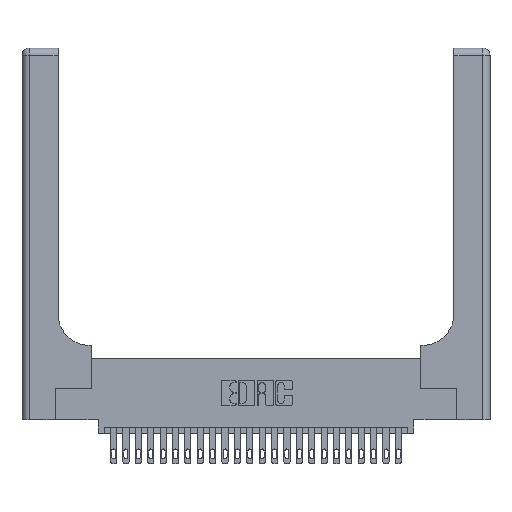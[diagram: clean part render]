
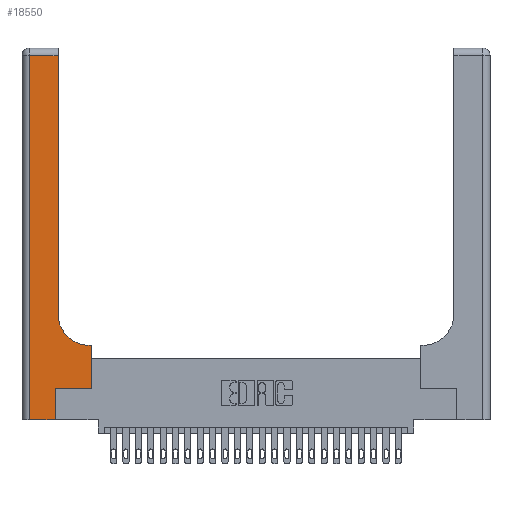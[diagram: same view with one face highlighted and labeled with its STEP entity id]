
A CAD part, top view. The second image highlights one B-rep face of the part: STEP entity #18550.
In plain terms, the highlighted planar face has unit normal (0, 0, 1).
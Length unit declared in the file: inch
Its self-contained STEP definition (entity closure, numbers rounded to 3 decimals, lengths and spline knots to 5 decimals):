
#92 = LINE ( 'NONE', #13736, #21238 ) ;
#162 = VECTOR ( 'NONE', #19504, 39.37008 ) ;
#236 = CARTESIAN_POINT ( 'NONE',  ( 0.5415, 0.85, 0.37 ) ) ;
#761 = VERTEX_POINT ( 'NONE', #1768 ) ;
#1768 = CARTESIAN_POINT ( 'NONE',  ( 0.5585, 0.6, 0.37 ) ) ;
#1981 = DIRECTION ( 'NONE',  ( -1., 0., 0. ) ) ;
#2060 = DIRECTION ( 'NONE',  ( 0., 0., -1. ) ) ;
#2144 = LINE ( 'NONE', #26193, #12393 ) ;
#2277 = VERTEX_POINT ( 'NONE', #8049 ) ;
#2806 = CARTESIAN_POINT ( 'NONE',  ( 0.2915, 2.94, 0.37 ) ) ;
#3115 = CARTESIAN_POINT ( 'NONE',  ( 0., 2.94, 0.37 ) ) ;
#3645 = ORIENTED_EDGE ( 'NONE', *, *, #18631, .T. ) ;
#4017 = VECTOR ( 'NONE', #26065, 39.37008 ) ;
#4161 = ORIENTED_EDGE ( 'NONE', *, *, #7475, .T. ) ;
#4976 = VECTOR ( 'NONE', #8539, 39.37008 ) ;
#5110 = LINE ( 'NONE', #18648, #15381 ) ;
#5151 = EDGE_LOOP ( 'NONE', ( #19540, #6048, #4161, #13357, #26242, #21393, #24304, #23761, #3645 ) ) ;
#5559 = DIRECTION ( 'NONE',  ( 0., 1., 0. ) ) ;
#5763 = CIRCLE ( 'NONE', #17453, 0.25 ) ;
#6048 = ORIENTED_EDGE ( 'NONE', *, *, #7199, .T. ) ;
#6215 = VERTEX_POINT ( 'NONE', #7013 ) ;
#6860 = LINE ( 'NONE', #24027, #4017 ) ;
#7013 = CARTESIAN_POINT ( 'NONE',  ( 0.5415, 0.6, 0.37 ) ) ;
#7199 = EDGE_CURVE ( 'NONE', #15787, #11408, #17511, .T. ) ;
#7245 = CARTESIAN_POINT ( 'NONE',  ( 0.269, 0., 0.37 ) ) ;
#7316 = AXIS2_PLACEMENT_3D ( 'NONE', #20213, #2060, #1981 ) ;
#7385 = DIRECTION ( 'NONE',  ( 1., 0., 0. ) ) ;
#7388 = VERTEX_POINT ( 'NONE', #21337 ) ;
#7475 = EDGE_CURVE ( 'NONE', #11408, #2277, #13637, .T. ) ;
#8021 = DIRECTION ( 'NONE',  ( 0., 1., 0. ) ) ;
#8049 = CARTESIAN_POINT ( 'NONE',  ( 0.06, 0., 0.37 ) ) ;
#8226 = CARTESIAN_POINT ( 'NONE',  ( 0., 0., 0.37 ) ) ;
#8539 = DIRECTION ( 'NONE',  ( -1., 0., 0. ) ) ;
#8716 = CARTESIAN_POINT ( 'NONE',  ( 0.2915, 0.6, 0.37 ) ) ;
#8987 = CARTESIAN_POINT ( 'NONE',  ( 0.06, 2.94, 0.37 ) ) ;
#9104 = CARTESIAN_POINT ( 'NONE',  ( 0.06, 3., 0.37 ) ) ;
#10660 = FACE_OUTER_BOUND ( 'NONE', #5151, .T. ) ;
#10763 = LINE ( 'NONE', #8716, #4976 ) ;
#10771 = LINE ( 'NONE', #8226, #18470 ) ;
#11285 = DIRECTION ( 'NONE',  ( -1., 0., 0. ) ) ;
#11408 = VERTEX_POINT ( 'NONE', #8987 ) ;
#11942 = EDGE_CURVE ( 'NONE', #19924, #20497, #5110, .T. ) ;
#12200 = VERTEX_POINT ( 'NONE', #7245 ) ;
#12393 = VECTOR ( 'NONE', #8021, 39.37008 ) ;
#12695 = DIRECTION ( 'NONE',  ( 1., 0., 0. ) ) ;
#13357 = ORIENTED_EDGE ( 'NONE', *, *, #15660, .T. ) ;
#13637 = LINE ( 'NONE', #9104, #162 ) ;
#13736 = CARTESIAN_POINT ( 'NONE',  ( 0.2915, 3., 0.37 ) ) ;
#15381 = VECTOR ( 'NONE', #25406, 39.37008 ) ;
#15660 = EDGE_CURVE ( 'NONE', #2277, #12200, #10771, .T. ) ;
#15787 = VERTEX_POINT ( 'NONE', #2806 ) ;
#17453 = AXIS2_PLACEMENT_3D ( 'NONE', #236, #25040, #12695 ) ;
#17511 = LINE ( 'NONE', #3115, #20673 ) ;
#17747 = EDGE_CURVE ( 'NONE', #7388, #15787, #92, .T. ) ;
#18470 = VECTOR ( 'NONE', #7385, 39.37008 ) ;
#18550 = ADVANCED_FACE ( 'NONE', ( #10660 ), #26399, .F. ) ;
#18631 = EDGE_CURVE ( 'NONE', #6215, #7388, #5763, .T. ) ;
#18648 = CARTESIAN_POINT ( 'NONE',  ( 0.269, 0.25, 0.37 ) ) ;
#19504 = DIRECTION ( 'NONE',  ( 0., -1., 0. ) ) ;
#19540 = ORIENTED_EDGE ( 'NONE', *, *, #17747, .T. ) ;
#19596 = EDGE_CURVE ( 'NONE', #761, #6215, #10763, .T. ) ;
#19924 = VERTEX_POINT ( 'NONE', #26334 ) ;
#19974 = EDGE_CURVE ( 'NONE', #12200, #19924, #6860, .T. ) ;
#20213 = CARTESIAN_POINT ( 'NONE',  ( 0., 3., 0.37 ) ) ;
#20497 = VERTEX_POINT ( 'NONE', #24084 ) ;
#20673 = VECTOR ( 'NONE', #11285, 39.37008 ) ;
#21238 = VECTOR ( 'NONE', #5559, 39.37008 ) ;
#21337 = CARTESIAN_POINT ( 'NONE',  ( 0.2915, 0.85, 0.37 ) ) ;
#21393 = ORIENTED_EDGE ( 'NONE', *, *, #11942, .T. ) ;
#23761 = ORIENTED_EDGE ( 'NONE', *, *, #19596, .T. ) ;
#24027 = CARTESIAN_POINT ( 'NONE',  ( 0.269, 0., 0.37 ) ) ;
#24084 = CARTESIAN_POINT ( 'NONE',  ( 0.5585, 0.25, 0.37 ) ) ;
#24304 = ORIENTED_EDGE ( 'NONE', *, *, #25392, .T. ) ;
#25040 = DIRECTION ( 'NONE',  ( 0., 0., -1. ) ) ;
#25392 = EDGE_CURVE ( 'NONE', #20497, #761, #2144, .T. ) ;
#25406 = DIRECTION ( 'NONE',  ( 1., 0., 0. ) ) ;
#26065 = DIRECTION ( 'NONE',  ( 0., 1., 0. ) ) ;
#26193 = CARTESIAN_POINT ( 'NONE',  ( 0.5585, 0.25, 0.37 ) ) ;
#26242 = ORIENTED_EDGE ( 'NONE', *, *, #19974, .T. ) ;
#26334 = CARTESIAN_POINT ( 'NONE',  ( 0.269, 0.25, 0.37 ) ) ;
#26399 = PLANE ( 'NONE',  #7316 ) ;
